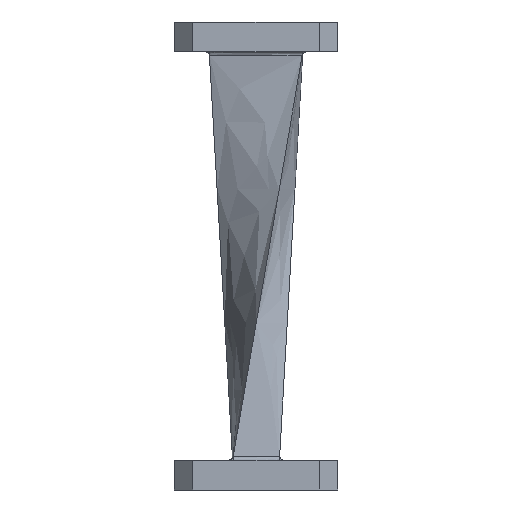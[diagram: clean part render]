
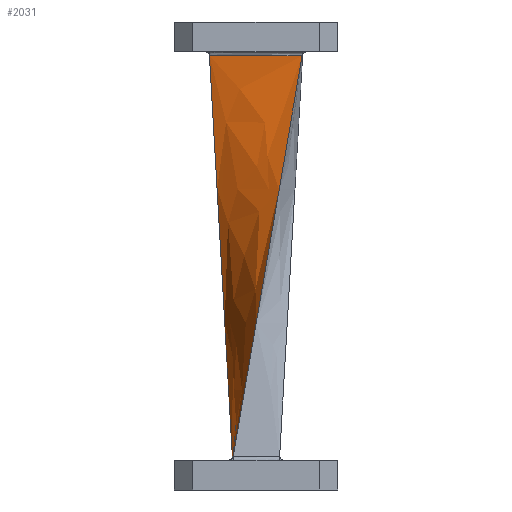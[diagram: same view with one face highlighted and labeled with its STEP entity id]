
A CAD part, front view. The second image highlights one B-rep face of the part: STEP entity #2031.
In plain terms, the highlighted free-form (B-spline) face has degree [3, 1] with [6, 4] control points.
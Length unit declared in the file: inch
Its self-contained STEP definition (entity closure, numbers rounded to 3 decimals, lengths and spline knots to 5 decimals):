
#55 = B_SPLINE_SURFACE_WITH_KNOTS ( 'NONE', 3, 1, ( 
 ( #431, #677, #896, #646 ),
 ( #2860, #2632, #2155, #1616 ),
 ( #1146, #2647, #1165, #3085 ),
 ( #131, #1859, #2373, #202 ),
 ( #1930, #3164, #3172, #1442 ),
 ( #1694, #746, #980, #1917 ) ),
 .UNSPECIFIED., .F., .F., .F.,
 ( 4, 2, 4 ),
 ( 2, 1, 1, 2 ),
 ( 0., 0.5, 1. ),
 ( -0.01, 0., 1., 1.01 ),
 .UNSPECIFIED. ) ;
#83 = B_SPLINE_CURVE_WITH_KNOTS ( 'NONE', 3,
 ( #1378, #3098, #2388, #902, #2629, #1137, #1337, #3058, #1588, #1151, #2653, #931, #947 ),
 .UNSPECIFIED., .F., .F.,
 ( 4, 3, 3, 3, 4 ),
 ( 0., 0.00302, 0.00625, 0.0111, 0.01258 ),
 .UNSPECIFIED. ) ;
#86 = CARTESIAN_POINT ( 'NONE',  ( -0.12175, -0.24892, -2.32111 ) ) ;
#131 = CARTESIAN_POINT ( 'NONE',  ( -0.12708, -0.08292, -2.3618 ) ) ;
#142 = CARTESIAN_POINT ( 'NONE',  ( -0.12325, -0.08472, -2.32191 ) ) ;
#181 = ORIENTED_EDGE ( 'NONE', *, *, #2817, .T. ) ;
#187 = VERTEX_POINT ( 'NONE', #374 ) ;
#202 = CARTESIAN_POINT ( 'NONE',  ( 0.08542, -0.12542, -0.1382 ) ) ;
#230 = LINE ( 'NONE', #2717, #2776 ) ;
#298 = B_SPLINE_CURVE_WITH_KNOTS ( 'NONE', 1,
 ( #3092, #86 ),
 .UNSPECIFIED., .F., .F.,
 ( 2, 2 ),
 ( 0., 1. ),
 .UNSPECIFIED. ) ;
#348 = FACE_OUTER_BOUND ( 'NONE', #889, .T. ) ;
#369 = CARTESIAN_POINT ( 'NONE',  ( -0.24911, -0.12195, -0.17661 ) ) ;
#374 = CARTESIAN_POINT ( 'NONE',  ( -0.12175, -0.24892, -2.32111 ) ) ;
#431 = CARTESIAN_POINT ( 'NONE',  ( -0.12375, 0.25375, -2.3618 ) ) ;
#446 = B_SPLINE_CURVE_WITH_KNOTS ( 'NONE', 3,
 ( #622, #2346, #1597, #1578, #861, #3083, #2588, #2371, #142, #1095, #2846, #867, #1365 ),
 .UNSPECIFIED., .F., .F.,
 ( 4, 3, 3, 3, 4 ),
 ( 0., 0.0014, 0.00625, 0.00949, 0.01258 ),
 .UNSPECIFIED. ) ;
#458 = DIRECTION ( 'NONE',  ( -0.056, -0.169, 0.984 ) ) ;
#559 = EDGE_CURVE ( 'NONE', #2689, #187, #298, .T. ) ;
#622 = CARTESIAN_POINT ( 'NONE',  ( -0.12621, 0.24636, -2.31882 ) ) ;
#646 = CARTESIAN_POINT ( 'NONE',  ( -0.25125, -0.12875, -0.1382 ) ) ;
#672 = VERTEX_POINT ( 'NONE', #1398 ) ;
#677 = CARTESIAN_POINT ( 'NONE',  ( -0.125, 0.25, -2.34 ) ) ;
#721 = EDGE_CURVE ( 'NONE', #672, #1494, #1544, .T. ) ;
#727 = CARTESIAN_POINT ( 'NONE',  ( -0.24911, -0.12195, -0.17661 ) ) ;
#744 = EDGE_CURVE ( 'NONE', #1494, #926, #1787, .T. ) ;
#746 = CARTESIAN_POINT ( 'NONE',  ( -0.125, -0.25, -2.34 ) ) ;
#752 = VECTOR ( 'NONE', #458, 39.37008 ) ;
#755 = CARTESIAN_POINT ( 'NONE',  ( -0.12195, -0.24911, -2.32339 ) ) ;
#861 = CARTESIAN_POINT ( 'NONE',  ( -0.12503, 0.12747, -2.31993 ) ) ;
#867 = CARTESIAN_POINT ( 'NONE',  ( -0.12239, -0.20842, -2.32304 ) ) ;
#889 = EDGE_LOOP ( 'NONE', ( #2319, #2069, #1225, #181, #3061, #915 ) ) ;
#896 = CARTESIAN_POINT ( 'NONE',  ( -0.25, -0.125, -0.16 ) ) ;
#902 = CARTESIAN_POINT ( 'NONE',  ( 0.12747, -0.12504, -0.18007 ) ) ;
#915 = ORIENTED_EDGE ( 'NONE', *, *, #744, .F. ) ;
#926 = VERTEX_POINT ( 'NONE', #369 ) ;
#931 = CARTESIAN_POINT ( 'NONE',  ( -0.22964, -0.12226, -0.17677 ) ) ;
#942 = CARTESIAN_POINT ( 'NONE',  ( -0.1875, 0.0625, -1.25 ) ) ;
#947 = CARTESIAN_POINT ( 'NONE',  ( -0.24911, -0.12195, -0.17661 ) ) ;
#978 = CARTESIAN_POINT ( 'NONE',  ( -0.24892, -0.12175, -0.17889 ) ) ;
#980 = CARTESIAN_POINT ( 'NONE',  ( 0.25, -0.125, -0.16 ) ) ;
#1011 = EDGE_CURVE ( 'NONE', #1143, #926, #83, .T. ) ;
#1095 = CARTESIAN_POINT ( 'NONE',  ( -0.12295, -0.12716, -2.3223 ) ) ;
#1137 = CARTESIAN_POINT ( 'NONE',  ( 0.0426, -0.12428, -0.17927 ) ) ;
#1143 = VERTEX_POINT ( 'NONE', #2635 ) ;
#1146 = CARTESIAN_POINT ( 'NONE',  ( -0.12542, 0.08542, -2.3618 ) ) ;
#1151 = CARTESIAN_POINT ( 'NONE',  ( -0.19081, -0.12252, -0.17712 ) ) ;
#1165 = CARTESIAN_POINT ( 'NONE',  ( -0.08333, -0.125, -0.16 ) ) ;
#1225 = ORIENTED_EDGE ( 'NONE', *, *, #559, .T. ) ;
#1337 = CARTESIAN_POINT ( 'NONE',  ( 0.00016, -0.12393, -0.17888 ) ) ;
#1365 = CARTESIAN_POINT ( 'NONE',  ( -0.12195, -0.24911, -2.32339 ) ) ;
#1378 = CARTESIAN_POINT ( 'NONE',  ( 0.24636, -0.12621, -0.18118 ) ) ;
#1398 = CARTESIAN_POINT ( 'NONE',  ( -0.12621, 0.24636, -2.31882 ) ) ;
#1442 = CARTESIAN_POINT ( 'NONE',  ( 0.16958, -0.12458, -0.1382 ) ) ;
#1494 = VERTEX_POINT ( 'NONE', #2322 ) ;
#1544 = LINE ( 'NONE', #942, #752 ) ;
#1578 = CARTESIAN_POINT ( 'NONE',  ( -0.12566, 0.19113, -2.31934 ) ) ;
#1588 = CARTESIAN_POINT ( 'NONE',  ( -0.12716, -0.12294, -0.1777 ) ) ;
#1597 = CARTESIAN_POINT ( 'NONE',  ( -0.12584, 0.20954, -2.31917 ) ) ;
#1616 = CARTESIAN_POINT ( 'NONE',  ( -0.16708, -0.12792, -0.1382 ) ) ;
#1694 = CARTESIAN_POINT ( 'NONE',  ( -0.12875, -0.25125, -2.3618 ) ) ;
#1787 = B_SPLINE_CURVE_WITH_KNOTS ( 'NONE', 3,
 ( #978, #2444, #2669, #727 ),
 .UNSPECIFIED., .F., .F.,
 ( 4, 4 ),
 ( 0., 0.07517 ),
 .UNSPECIFIED. ) ;
#1859 = CARTESIAN_POINT ( 'NONE',  ( -0.125, -0.08333, -2.34 ) ) ;
#1917 = CARTESIAN_POINT ( 'NONE',  ( 0.25375, -0.12375, -0.1382 ) ) ;
#1930 = CARTESIAN_POINT ( 'NONE',  ( -0.12792, -0.16708, -2.3618 ) ) ;
#1990 = DIRECTION ( 'NONE',  ( 0.169, 0.056, 0.984 ) ) ;
#2031 = ADVANCED_FACE ( 'NONE', ( #348 ), #55, .T. ) ;
#2069 = ORIENTED_EDGE ( 'NONE', *, *, #2442, .T. ) ;
#2155 = CARTESIAN_POINT ( 'NONE',  ( -0.16667, -0.125, -0.16 ) ) ;
#2319 = ORIENTED_EDGE ( 'NONE', *, *, #721, .F. ) ;
#2322 = CARTESIAN_POINT ( 'NONE',  ( -0.24892, -0.12175, -0.17889 ) ) ;
#2346 = CARTESIAN_POINT ( 'NONE',  ( -0.12602, 0.22795, -2.31899 ) ) ;
#2371 = CARTESIAN_POINT ( 'NONE',  ( -0.12358, -0.04228, -2.32152 ) ) ;
#2373 = CARTESIAN_POINT ( 'NONE',  ( 0.08333, -0.125, -0.16 ) ) ;
#2388 = CARTESIAN_POINT ( 'NONE',  ( 0.1671, -0.12541, -0.18044 ) ) ;
#2442 = EDGE_CURVE ( 'NONE', #672, #2689, #446, .T. ) ;
#2444 = CARTESIAN_POINT ( 'NONE',  ( -0.24896, -0.12175, -0.17813 ) ) ;
#2588 = CARTESIAN_POINT ( 'NONE',  ( -0.12393, 0.00016, -2.32112 ) ) ;
#2629 = CARTESIAN_POINT ( 'NONE',  ( 0.08503, -0.12465, -0.17967 ) ) ;
#2632 = CARTESIAN_POINT ( 'NONE',  ( -0.125, 0.16667, -2.34 ) ) ;
#2635 = CARTESIAN_POINT ( 'NONE',  ( 0.24636, -0.12621, -0.18118 ) ) ;
#2647 = CARTESIAN_POINT ( 'NONE',  ( -0.125, 0.08333, -2.34 ) ) ;
#2653 = CARTESIAN_POINT ( 'NONE',  ( -0.21022, -0.12239, -0.17695 ) ) ;
#2669 = CARTESIAN_POINT ( 'NONE',  ( -0.24904, -0.12175, -0.17737 ) ) ;
#2689 = VERTEX_POINT ( 'NONE', #755 ) ;
#2717 = CARTESIAN_POINT ( 'NONE',  ( 0.0625, -0.1875, -1.25 ) ) ;
#2776 = VECTOR ( 'NONE', #1990, 39.37008 ) ;
#2817 = EDGE_CURVE ( 'NONE', #187, #1143, #230, .T. ) ;
#2846 = CARTESIAN_POINT ( 'NONE',  ( -0.12266, -0.16779, -2.32267 ) ) ;
#2860 = CARTESIAN_POINT ( 'NONE',  ( -0.12458, 0.16958, -2.3618 ) ) ;
#3058 = CARTESIAN_POINT ( 'NONE',  ( -0.0635, -0.12341, -0.17828 ) ) ;
#3061 = ORIENTED_EDGE ( 'NONE', *, *, #1011, .T. ) ;
#3083 = CARTESIAN_POINT ( 'NONE',  ( -0.12445, 0.06381, -2.32053 ) ) ;
#3085 = CARTESIAN_POINT ( 'NONE',  ( -0.08292, -0.12708, -0.1382 ) ) ;
#3092 = CARTESIAN_POINT ( 'NONE',  ( -0.12195, -0.24911, -2.32339 ) ) ;
#3098 = CARTESIAN_POINT ( 'NONE',  ( 0.20673, -0.1258, -0.18081 ) ) ;
#3164 = CARTESIAN_POINT ( 'NONE',  ( -0.125, -0.16667, -2.34 ) ) ;
#3172 = CARTESIAN_POINT ( 'NONE',  ( 0.16667, -0.125, -0.16 ) ) ;
